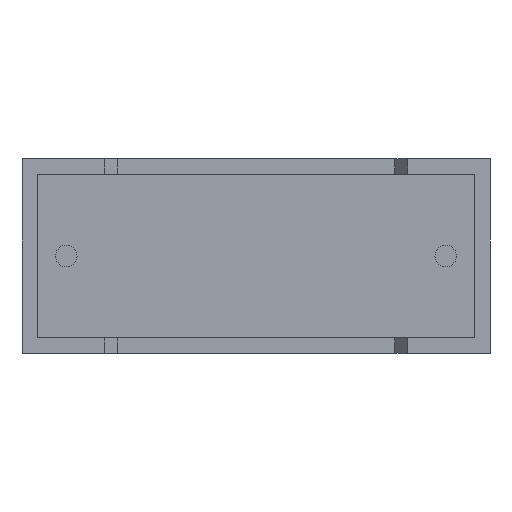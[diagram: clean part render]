
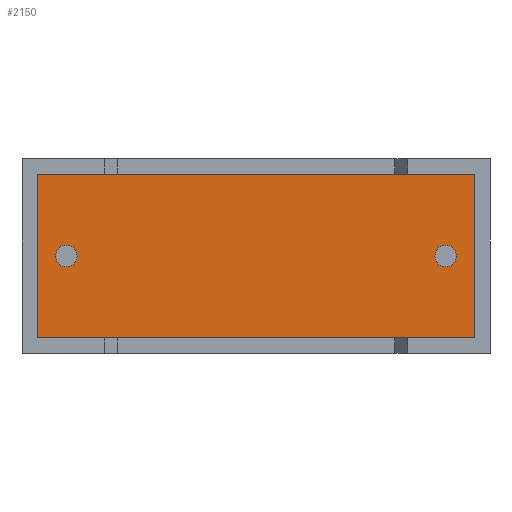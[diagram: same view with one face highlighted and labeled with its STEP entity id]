
A CAD part, front view. The second image highlights one B-rep face of the part: STEP entity #2150.
In plain terms, the highlighted planar face has unit normal (0, -1, 0).
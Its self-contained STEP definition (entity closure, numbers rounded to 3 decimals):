
#3 = CARTESIAN_POINT ( 'NONE',  ( 0.617, 0.75, 0.617 ) ) ;
#43 = EDGE_CURVE ( 'NONE', #140, #2957, #2236, .T. ) ;
#58 = VECTOR ( 'NONE', #1172, 1000. ) ;
#74 = VECTOR ( 'NONE', #748, 1000. ) ;
#109 = FACE_BOUND ( 'NONE', #978, .T. ) ;
#121 = DIRECTION ( 'NONE',  ( 0., -1., 0. ) ) ;
#140 = VERTEX_POINT ( 'NONE', #544 ) ;
#156 = DIRECTION ( 'NONE',  ( 0., 0., 1. ) ) ;
#248 = DIRECTION ( 'NONE',  ( 0., -1., 0. ) ) ;
#355 = CIRCLE ( 'NONE', #2439, 0.425 ) ;
#522 = CARTESIAN_POINT ( 'NONE',  ( 1.75, 0.75, 3.425 ) ) ;
#544 = CARTESIAN_POINT ( 'NONE',  ( 1.75, 0.75, 4.275 ) ) ;
#564 = EDGE_CURVE ( 'NONE', #2284, #985, #355, .T. ) ;
#591 = DIRECTION ( 'NONE',  ( 0., 0., -1. ) ) ;
#602 = VERTEX_POINT ( 'NONE', #2360 ) ;
#628 = LINE ( 'NONE', #3, #58 ) ;
#646 = DIRECTION ( 'NONE',  ( 0., 0., -1. ) ) ;
#649 = CARTESIAN_POINT ( 'NONE',  ( 16.75, 0.75, 3.425 ) ) ;
#748 = DIRECTION ( 'NONE',  ( 0., 0., -1. ) ) ;
#773 = ORIENTED_EDGE ( 'NONE', *, *, #2129, .T. ) ;
#785 = CARTESIAN_POINT ( 'NONE',  ( 0., 0.75, 0. ) ) ;
#905 = DIRECTION ( 'NONE',  ( 0., 0., -1. ) ) ;
#908 = EDGE_CURVE ( 'NONE', #602, #2475, #628, .T. ) ;
#978 = EDGE_LOOP ( 'NONE', ( #2231, #2373 ) ) ;
#985 = VERTEX_POINT ( 'NONE', #649 ) ;
#1007 = CARTESIAN_POINT ( 'NONE',  ( 16.75, 0.75, 3.85 ) ) ;
#1079 = FACE_BOUND ( 'NONE', #2854, .T. ) ;
#1101 = CARTESIAN_POINT ( 'NONE',  ( 1.75, 0.75, 3.85 ) ) ;
#1103 = LINE ( 'NONE', #2026, #2647 ) ;
#1132 = EDGE_CURVE ( 'NONE', #985, #2284, #2287, .T. ) ;
#1146 = ORIENTED_EDGE ( 'NONE', *, *, #43, .F. ) ;
#1172 = DIRECTION ( 'NONE',  ( 1., 0., 0. ) ) ;
#1193 = LINE ( 'NONE', #1443, #1421 ) ;
#1278 = PLANE ( 'NONE',  #1485 ) ;
#1314 = FACE_OUTER_BOUND ( 'NONE', #2667, .T. ) ;
#1421 = VECTOR ( 'NONE', #2420, 1000. ) ;
#1423 = CARTESIAN_POINT ( 'NONE',  ( 17.883, 0.75, 0.617 ) ) ;
#1443 = CARTESIAN_POINT ( 'NONE',  ( 17.883, 0.75, 7.083 ) ) ;
#1485 = AXIS2_PLACEMENT_3D ( 'NONE', #785, #121, #1924 ) ;
#1554 = ORIENTED_EDGE ( 'NONE', *, *, #1693, .T. ) ;
#1587 = CARTESIAN_POINT ( 'NONE',  ( 16.75, 0.75, 3.85 ) ) ;
#1693 = EDGE_CURVE ( 'NONE', #2511, #2253, #1193, .T. ) ;
#1858 = DIRECTION ( 'NONE',  ( 0., -1., 0. ) ) ;
#1888 = AXIS2_PLACEMENT_3D ( 'NONE', #1101, #1858, #646 ) ;
#1899 = CIRCLE ( 'NONE', #2794, 0.425 ) ;
#1924 = DIRECTION ( 'NONE',  ( 0., 0., -1. ) ) ;
#1927 = LINE ( 'NONE', #2902, #74 ) ;
#2026 = CARTESIAN_POINT ( 'NONE',  ( 17.883, 0.75, 0.617 ) ) ;
#2103 = CARTESIAN_POINT ( 'NONE',  ( 0.617, 0.75, 7.083 ) ) ;
#2129 = EDGE_CURVE ( 'NONE', #2475, #2511, #1103, .T. ) ;
#2150 = ADVANCED_FACE ( 'NONE', ( #109, #1314, #1079 ), #1278, .T. ) ;
#2220 = DIRECTION ( 'NONE',  ( 0., -1., 0. ) ) ;
#2231 = ORIENTED_EDGE ( 'NONE', *, *, #564, .F. ) ;
#2236 = CIRCLE ( 'NONE', #1888, 0.425 ) ;
#2253 = VERTEX_POINT ( 'NONE', #2103 ) ;
#2268 = DIRECTION ( 'NONE',  ( 0., -1., 0. ) ) ;
#2269 = ORIENTED_EDGE ( 'NONE', *, *, #2464, .F. ) ;
#2273 = DIRECTION ( 'NONE',  ( 0., 0., -1. ) ) ;
#2284 = VERTEX_POINT ( 'NONE', #2533 ) ;
#2287 = CIRCLE ( 'NONE', #2981, 0.425 ) ;
#2360 = CARTESIAN_POINT ( 'NONE',  ( 0.617, 0.75, 0.617 ) ) ;
#2373 = ORIENTED_EDGE ( 'NONE', *, *, #1132, .F. ) ;
#2420 = DIRECTION ( 'NONE',  ( -1., 0., 0. ) ) ;
#2439 = AXIS2_PLACEMENT_3D ( 'NONE', #1587, #2268, #591 ) ;
#2464 = EDGE_CURVE ( 'NONE', #2957, #140, #1899, .T. ) ;
#2475 = VERTEX_POINT ( 'NONE', #1423 ) ;
#2485 = ORIENTED_EDGE ( 'NONE', *, *, #908, .T. ) ;
#2511 = VERTEX_POINT ( 'NONE', #2805 ) ;
#2533 = CARTESIAN_POINT ( 'NONE',  ( 16.75, 0.75, 4.275 ) ) ;
#2647 = VECTOR ( 'NONE', #156, 1000. ) ;
#2667 = EDGE_LOOP ( 'NONE', ( #2705, #2485, #773, #1554 ) ) ;
#2705 = ORIENTED_EDGE ( 'NONE', *, *, #3015, .T. ) ;
#2794 = AXIS2_PLACEMENT_3D ( 'NONE', #2856, #248, #905 ) ;
#2805 = CARTESIAN_POINT ( 'NONE',  ( 17.883, 0.75, 7.083 ) ) ;
#2854 = EDGE_LOOP ( 'NONE', ( #1146, #2269 ) ) ;
#2856 = CARTESIAN_POINT ( 'NONE',  ( 1.75, 0.75, 3.85 ) ) ;
#2902 = CARTESIAN_POINT ( 'NONE',  ( 0.617, 0.75, 7.083 ) ) ;
#2957 = VERTEX_POINT ( 'NONE', #522 ) ;
#2981 = AXIS2_PLACEMENT_3D ( 'NONE', #1007, #2220, #2273 ) ;
#3015 = EDGE_CURVE ( 'NONE', #2253, #602, #1927, .T. ) ;
